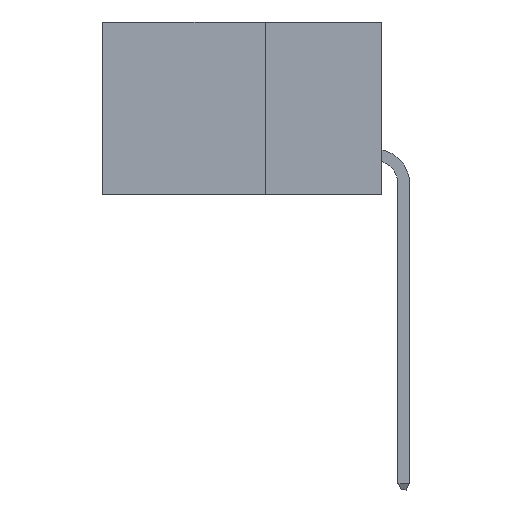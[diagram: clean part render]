
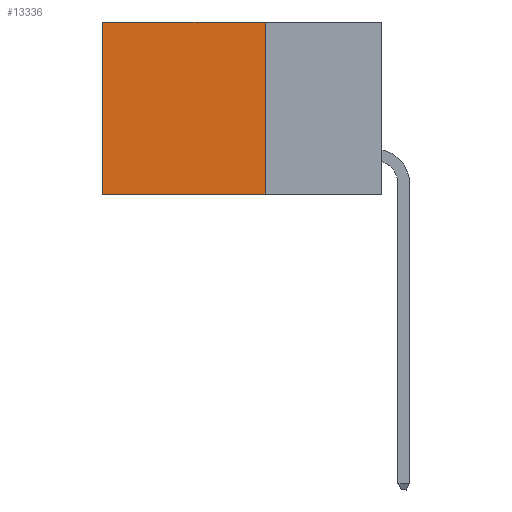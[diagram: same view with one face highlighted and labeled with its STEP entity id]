
A CAD part, left-side view. The second image highlights one B-rep face of the part: STEP entity #13336.
In plain terms, the highlighted planar face has unit normal (-1, 0, 0).
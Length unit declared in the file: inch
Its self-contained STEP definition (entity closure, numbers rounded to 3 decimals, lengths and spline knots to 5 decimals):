
#30 = EDGE_LOOP ( 'NONE', ( #19112, #24767, #8995, #3768 ) ) ;
#1914 = DIRECTION ( 'NONE',  ( 0., 1., 0. ) ) ;
#2092 = CARTESIAN_POINT ( 'NONE',  ( 0.2875, 0.25, 0. ) ) ;
#3145 = CARTESIAN_POINT ( 'NONE',  ( 0.2875, 0.6, -0.37 ) ) ;
#3768 = ORIENTED_EDGE ( 'NONE', *, *, #11228, .T. ) ;
#4337 = AXIS2_PLACEMENT_3D ( 'NONE', #17167, #5808, #14123 ) ;
#4466 = EDGE_CURVE ( 'NONE', #9340, #14434, #10501, .T. ) ;
#5577 = EDGE_CURVE ( 'NONE', #26189, #14434, #22995, .T. ) ;
#5808 = DIRECTION ( 'NONE',  ( 1., 0., 0. ) ) ;
#6357 = CARTESIAN_POINT ( 'NONE',  ( 0.2875, 0.25, 0. ) ) ;
#7611 = DIRECTION ( 'NONE',  ( 0., 0., -1. ) ) ;
#8995 = ORIENTED_EDGE ( 'NONE', *, *, #22632, .F. ) ;
#9340 = VERTEX_POINT ( 'NONE', #12129 ) ;
#9731 = CARTESIAN_POINT ( 'NONE',  ( 0.2875, 0.25, 0. ) ) ;
#10273 = VECTOR ( 'NONE', #1914, 39.37008 ) ;
#10501 = LINE ( 'NONE', #23157, #10273 ) ;
#11228 = EDGE_CURVE ( 'NONE', #20348, #26189, #23202, .T. ) ;
#11706 = VECTOR ( 'NONE', #7611, 39.37008 ) ;
#12129 = CARTESIAN_POINT ( 'NONE',  ( 0.2875, 0.25, -0.37 ) ) ;
#13336 = ADVANCED_FACE ( 'NONE', ( #18900 ), #25089, .F. ) ;
#14123 = DIRECTION ( 'NONE',  ( 0., 0., -1. ) ) ;
#14434 = VERTEX_POINT ( 'NONE', #3145 ) ;
#17167 = CARTESIAN_POINT ( 'NONE',  ( 0.2875, 0.25, 0. ) ) ;
#18188 = CARTESIAN_POINT ( 'NONE',  ( 0.2875, 0.6, 0. ) ) ;
#18900 = FACE_OUTER_BOUND ( 'NONE', #30, .T. ) ;
#19112 = ORIENTED_EDGE ( 'NONE', *, *, #5577, .T. ) ;
#20342 = DIRECTION ( 'NONE',  ( 0., 0., -1. ) ) ;
#20348 = VERTEX_POINT ( 'NONE', #6357 ) ;
#22535 = LINE ( 'NONE', #9731, #11706 ) ;
#22587 = CARTESIAN_POINT ( 'NONE',  ( 0.2875, 0.6, 0. ) ) ;
#22632 = EDGE_CURVE ( 'NONE', #20348, #9340, #22535, .T. ) ;
#22995 = LINE ( 'NONE', #22587, #27015 ) ;
#23157 = CARTESIAN_POINT ( 'NONE',  ( 0.2875, 0.25, -0.37 ) ) ;
#23202 = LINE ( 'NONE', #2092, #25437 ) ;
#24767 = ORIENTED_EDGE ( 'NONE', *, *, #4466, .F. ) ;
#25089 = PLANE ( 'NONE',  #4337 ) ;
#25437 = VECTOR ( 'NONE', #27699, 39.37008 ) ;
#26189 = VERTEX_POINT ( 'NONE', #18188 ) ;
#27015 = VECTOR ( 'NONE', #20342, 39.37008 ) ;
#27699 = DIRECTION ( 'NONE',  ( 0., 1., 0. ) ) ;
